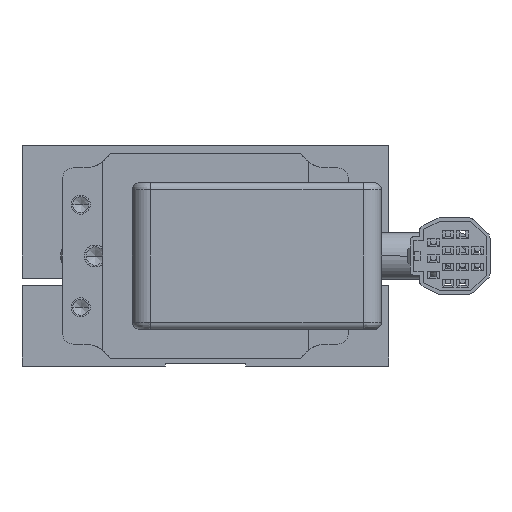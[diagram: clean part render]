
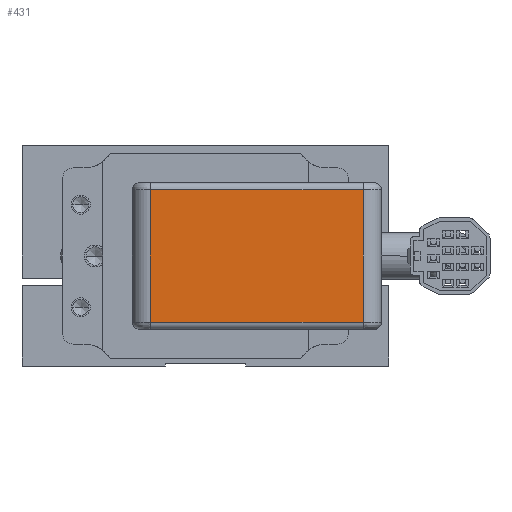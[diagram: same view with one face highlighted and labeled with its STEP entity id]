
A CAD part, left-side view. The second image highlights one B-rep face of the part: STEP entity #431.
In plain terms, the highlighted planar face has unit normal (-1, 0, 0).
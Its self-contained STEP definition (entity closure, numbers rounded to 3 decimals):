
#431=ADVANCED_FACE('',(#4107),#4106,.T.);
#4106=PLANE('',#14576);
#4107=FACE_OUTER_BOUND('',#14577,.T.);
#14573=CARTESIAN_POINT('',(-151.,-24.4,4.2));
#14574=DIRECTION('',(-1.,0.,0.));
#14575=DIRECTION('',(0.,0.,1.));
#14576=AXIS2_PLACEMENT_3D('',#14573,#14574,#14575);
#14577=EDGE_LOOP('',(#21648,#21649,#21650,#21651));
#21648=ORIENTED_EDGE('',*,*,#26290,.T.);
#21649=ORIENTED_EDGE('',*,*,#26285,.T.);
#21650=ORIENTED_EDGE('',*,*,#26291,.T.);
#21651=ORIENTED_EDGE('',*,*,#26274,.T.);
#26274=EDGE_CURVE('',#34363,#34391,#34398,.T.);
#26285=EDGE_CURVE('',#34458,#34430,#34472,.T.);
#26290=EDGE_CURVE('',#34391,#34458,#34504,.T.);
#26291=EDGE_CURVE('',#34430,#34363,#34510,.T.);
#34363=VERTEX_POINT('',#49941);
#34391=VERTEX_POINT('',#49961);
#34398=LINE('',#49966,#49967);
#34430=VERTEX_POINT('',#49986);
#34458=VERTEX_POINT('',#50006);
#34472=LINE('',#50015,#50016);
#34504=LINE('',#50035,#50036);
#34510=LINE('',#50038,#50039);
#49941=CARTESIAN_POINT('',(-151.,-21.5,24.));
#49961=CARTESIAN_POINT('',(-151.,7.5,24.));
#49966=CARTESIAN_POINT('',(-151.,-21.5,24.));
#49967=VECTOR('',#49968,29.);
#49968=DIRECTION('',(0.,1.,0.));
#49986=CARTESIAN_POINT('',(-151.,-21.5,6.));
#50006=CARTESIAN_POINT('',(-151.,7.5,6.));
#50015=CARTESIAN_POINT('',(-151.,7.5,6.));
#50016=VECTOR('',#50017,29.);
#50017=DIRECTION('',(0.,-1.,0.));
#50035=CARTESIAN_POINT('',(-151.,7.5,24.));
#50036=VECTOR('',#50037,18.);
#50037=DIRECTION('',(0.,0.,-1.));
#50038=CARTESIAN_POINT('',(-151.,-21.5,6.));
#50039=VECTOR('',#50040,18.);
#50040=DIRECTION('',(0.,0.,1.));
